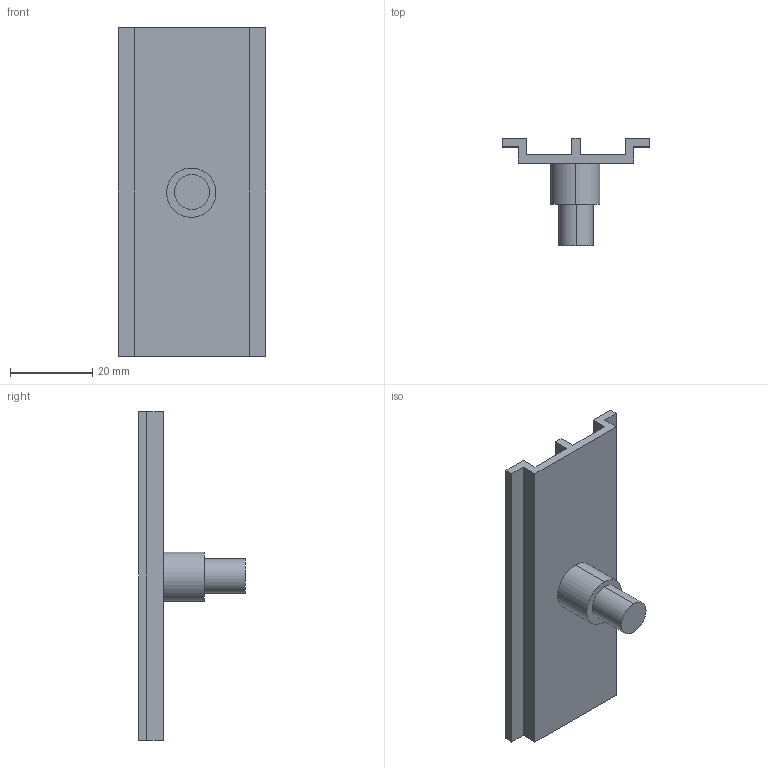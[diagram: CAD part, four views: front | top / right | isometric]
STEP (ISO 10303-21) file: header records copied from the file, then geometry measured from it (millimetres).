
FILE_DESCRIPTION (( 'STEP AP203' ), '1' );
FILE_NAME ('mini photo array.par_Défaut_sldprt.STEP', '2024-03-20T04:11:25', ( '' ), ( '' ), 'SwSTEP 2.0', 'SolidWorks 2022', '' );
FILE_SCHEMA (( 'CONFIG_CONTROL_DESIGN' ));
Length unit declared in the file: millimetre
Products named in the file (1): mini photo array.par_Défaut_sldprt
Bounding box: 36 x 26 x 80 mm (x, y, z)
Volume: 9378.4 mm3; surface area: 8836 mm2
Topology: 1 solids, 1 shells, 24 faces, 60 edges, 40 vertices
Faces by surface type: plane 20, cylinder 4
Entity records: 789 total; most frequent: CARTESIAN_POINT 125, ORIENTED_EDGE 120, DIRECTION 118, EDGE_CURVE 60, VECTOR 52, LINE 52, VERTEX_POINT 40, AXIS2_PLACEMENT_3D 33
